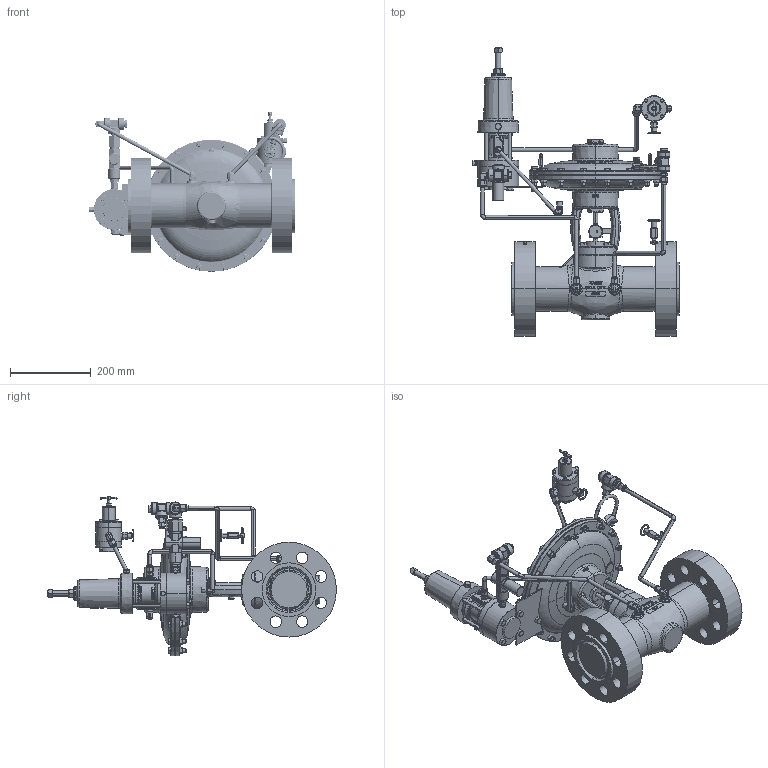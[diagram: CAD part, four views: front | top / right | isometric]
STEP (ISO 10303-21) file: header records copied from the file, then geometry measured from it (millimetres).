
FILE_DESCRIPTION (( 'STEP AP214' ), '1' );
FILE_NAME ('0000001139.STEP', '2024-06-03T14:28:43', ( '' ), ( '' ), 'SwSTEP 2.0', 'SolidWorks 2019', '' );
FILE_SCHEMA (( 'AUTOMOTIVE_DESIGN' ));
Length unit declared in the file: inch
Products named in the file (1): 0000001139
Bounding box: 512.38 x 716.03 x 395.39 mm (x, y, z)
Volume: 14824541.9 mm3; surface area: 1085888.1 mm2
Topology: 14 solids, 14 shells, 5373 faces, 13443 edges, 8372 vertices
Faces by surface type: plane 2106, bspline 1230, cone 886, cylinder 867, torus 213, sphere 71
Entity records: 324493 total; most frequent: CARTESIAN_POINT 171090, ORIENTED_EDGE 26742, DIRECTION 20022, EDGE_CURVE 13371, VERTEX_POINT 8372, AXIS2_PLACEMENT_3D 7667, EDGE_LOOP 5817, FACE_OUTER_BOUND 5373
